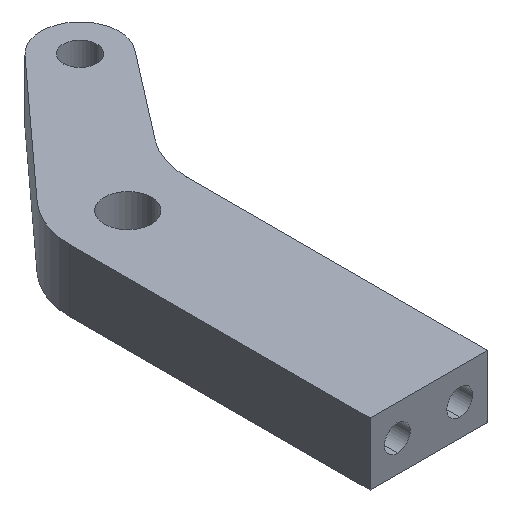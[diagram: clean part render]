
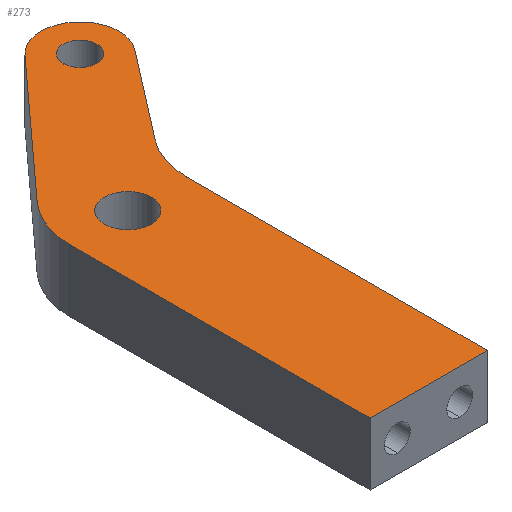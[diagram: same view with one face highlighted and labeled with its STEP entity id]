
A CAD part, isometric view. The second image highlights one B-rep face of the part: STEP entity #273.
In plain terms, the highlighted planar face has unit normal (0, 0, 1).
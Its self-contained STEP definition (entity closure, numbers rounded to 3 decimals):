
#3 = DIRECTION ( 'NONE',  ( -1., 0., 0. ) ) ;
#20 = AXIS2_PLACEMENT_3D ( 'NONE', #256, #301, #482 ) ;
#30 = DIRECTION ( 'NONE',  ( 1., 0., 0. ) ) ;
#40 = DIRECTION ( 'NONE',  ( -1., 0., 0. ) ) ;
#53 = CARTESIAN_POINT ( 'NONE',  ( 0., 0., 8. ) ) ;
#58 = EDGE_LOOP ( 'NONE', ( #438, #745 ) ) ;
#64 = EDGE_LOOP ( 'NONE', ( #200, #217 ) ) ;
#66 = DIRECTION ( 'NONE',  ( 0., 0., -1. ) ) ;
#67 = EDGE_CURVE ( 'NONE', #643, #736, #178, .T. ) ;
#97 = CARTESIAN_POINT ( 'NONE',  ( 25., 38.521, 8. ) ) ;
#108 = LINE ( 'NONE', #53, #308 ) ;
#116 = DIRECTION ( 'NONE',  ( 0., -1., 0. ) ) ;
#131 = DIRECTION ( 'NONE',  ( 0., 0., -1. ) ) ;
#135 = ORIENTED_EDGE ( 'NONE', *, *, #338, .T. ) ;
#141 = VECTOR ( 'NONE', #486, 1000. ) ;
#142 = VERTEX_POINT ( 'NONE', #655 ) ;
#151 = CARTESIAN_POINT ( 'NONE',  ( 15., 38.521, 8. ) ) ;
#174 = DIRECTION ( 'NONE',  ( -1., 0., 0. ) ) ;
#178 = CIRCLE ( 'NONE', #448, 3. ) ;
#179 = VERTEX_POINT ( 'NONE', #282 ) ;
#182 = CIRCLE ( 'NONE', #20, 2.15 ) ;
#183 = EDGE_CURVE ( 'NONE', #636, #179, #596, .T. ) ;
#189 = AXIS2_PLACEMENT_3D ( 'NONE', #380, #386, #315 ) ;
#197 = CIRCLE ( 'NONE', #525, 10. ) ;
#200 = ORIENTED_EDGE ( 'NONE', *, *, #362, .T. ) ;
#202 = DIRECTION ( 'NONE',  ( 0., 0., -1. ) ) ;
#216 = VECTOR ( 'NONE', #406, 1000. ) ;
#217 = ORIENTED_EDGE ( 'NONE', *, *, #497, .T. ) ;
#222 = EDGE_CURVE ( 'NONE', #244, #268, #108, .T. ) ;
#223 = DIRECTION ( 'NONE',  ( -0.61, -0.792, 0. ) ) ;
#227 = FACE_OUTER_BOUND ( 'NONE', #591, .T. ) ;
#234 = ORIENTED_EDGE ( 'NONE', *, *, #309, .F. ) ;
#244 = VERTEX_POINT ( 'NONE', #290 ) ;
#256 = CARTESIAN_POINT ( 'NONE',  ( 21.839, 59., 8. ) ) ;
#264 = DIRECTION ( 'NONE',  ( -1., 0., 0. ) ) ;
#265 = EDGE_CURVE ( 'NONE', #142, #179, #650, .T. ) ;
#268 = VERTEX_POINT ( 'NONE', #690 ) ;
#273 = ADVANCED_FACE ( 'NONE', ( #518, #324, #227 ), #343, .F. ) ;
#276 = CARTESIAN_POINT ( 'NONE',  ( 19.689, 59., 8. ) ) ;
#278 = VERTEX_POINT ( 'NONE', #547 ) ;
#282 = CARTESIAN_POINT ( 'NONE',  ( 18.138, 62.361, 8. ) ) ;
#284 = VECTOR ( 'NONE', #116, 1000. ) ;
#286 = ORIENTED_EDGE ( 'NONE', *, *, #631, .T. ) ;
#290 = CARTESIAN_POINT ( 'NONE',  ( 0., 0., 8. ) ) ;
#298 = AXIS2_PLACEMENT_3D ( 'NONE', #97, #202, #264 ) ;
#301 = DIRECTION ( 'NONE',  ( 0., 0., -1. ) ) ;
#306 = CARTESIAN_POINT ( 'NONE',  ( 0., 38.521, 8. ) ) ;
#308 = VECTOR ( 'NONE', #685, 1000. ) ;
#309 = EDGE_CURVE ( 'NONE', #396, #268, #632, .T. ) ;
#315 = DIRECTION ( 'NONE',  ( -1., 0., 0. ) ) ;
#316 = VERTEX_POINT ( 'NONE', #276 ) ;
#323 = CARTESIAN_POINT ( 'NONE',  ( 4.5, 38.521, 8. ) ) ;
#324 = FACE_BOUND ( 'NONE', #64, .T. ) ;
#334 = DIRECTION ( 'NONE',  ( 0., 0., 1. ) ) ;
#338 = EDGE_CURVE ( 'NONE', #395, #244, #463, .T. ) ;
#343 = PLANE ( 'NONE',  #735 ) ;
#362 = EDGE_CURVE ( 'NONE', #316, #720, #182, .T. ) ;
#364 = CARTESIAN_POINT ( 'NONE',  ( 10.5, 38.521, 8. ) ) ;
#380 = CARTESIAN_POINT ( 'NONE',  ( 7.5, 38.521, 8. ) ) ;
#386 = DIRECTION ( 'NONE',  ( 0., 0., -1. ) ) ;
#395 = VERTEX_POINT ( 'NONE', #306 ) ;
#396 = VERTEX_POINT ( 'NONE', #716 ) ;
#398 = DIRECTION ( 'NONE',  ( 1., 0., 0. ) ) ;
#404 = CARTESIAN_POINT ( 'NONE',  ( 2.596, 45.243, 8. ) ) ;
#406 = DIRECTION ( 'NONE',  ( 0.672, 0.74, 0. ) ) ;
#438 = ORIENTED_EDGE ( 'NONE', *, *, #67, .T. ) ;
#448 = AXIS2_PLACEMENT_3D ( 'NONE', #633, #459, #174 ) ;
#454 = CARTESIAN_POINT ( 'NONE',  ( 21.839, 59., 8. ) ) ;
#459 = DIRECTION ( 'NONE',  ( 0., 0., -1. ) ) ;
#463 = LINE ( 'NONE', #625, #284 ) ;
#475 = AXIS2_PLACEMENT_3D ( 'NONE', #454, #334, #398 ) ;
#482 = DIRECTION ( 'NONE',  ( -1., 0., 0. ) ) ;
#486 = DIRECTION ( 'NONE',  ( 0., -1., 0. ) ) ;
#487 = DIRECTION ( 'NONE',  ( 0., 0., 1. ) ) ;
#489 = CARTESIAN_POINT ( 'NONE',  ( 25.801, 55.949, 8. ) ) ;
#494 = ORIENTED_EDGE ( 'NONE', *, *, #671, .F. ) ;
#497 = EDGE_CURVE ( 'NONE', #720, #316, #742, .T. ) ;
#513 = ORIENTED_EDGE ( 'NONE', *, *, #183, .T. ) ;
#518 = FACE_BOUND ( 'NONE', #58, .T. ) ;
#525 = AXIS2_PLACEMENT_3D ( 'NONE', #648, #487, #30 ) ;
#541 = LINE ( 'NONE', #557, #740 ) ;
#547 = CARTESIAN_POINT ( 'NONE',  ( 17.077, 44.623, 8. ) ) ;
#557 = CARTESIAN_POINT ( 'NONE',  ( 25.801, 55.949, 8. ) ) ;
#591 = EDGE_LOOP ( 'NONE', ( #494, #513, #603, #663, #135, #681, #234, #286 ) ) ;
#596 = CIRCLE ( 'NONE', #475, 5. ) ;
#601 = CIRCLE ( 'NONE', #189, 3. ) ;
#603 = ORIENTED_EDGE ( 'NONE', *, *, #265, .F. ) ;
#615 = AXIS2_PLACEMENT_3D ( 'NONE', #706, #66, #3 ) ;
#625 = CARTESIAN_POINT ( 'NONE',  ( 0., 38.521, 8. ) ) ;
#631 = EDGE_CURVE ( 'NONE', #396, #278, #701, .T. ) ;
#632 = LINE ( 'NONE', #151, #141 ) ;
#633 = CARTESIAN_POINT ( 'NONE',  ( 7.5, 38.521, 8. ) ) ;
#635 = CARTESIAN_POINT ( 'NONE',  ( 25., 38.521, 8. ) ) ;
#636 = VERTEX_POINT ( 'NONE', #489 ) ;
#638 = CARTESIAN_POINT ( 'NONE',  ( 23.989, 59., 8. ) ) ;
#643 = VERTEX_POINT ( 'NONE', #323 ) ;
#647 = EDGE_CURVE ( 'NONE', #736, #643, #601, .T. ) ;
#648 = CARTESIAN_POINT ( 'NONE',  ( 10., 38.521, 8. ) ) ;
#650 = LINE ( 'NONE', #404, #216 ) ;
#655 = CARTESIAN_POINT ( 'NONE',  ( 2.596, 45.243, 8. ) ) ;
#663 = ORIENTED_EDGE ( 'NONE', *, *, #739, .T. ) ;
#671 = EDGE_CURVE ( 'NONE', #636, #278, #541, .T. ) ;
#681 = ORIENTED_EDGE ( 'NONE', *, *, #222, .T. ) ;
#685 = DIRECTION ( 'NONE',  ( 1., 0., 0. ) ) ;
#690 = CARTESIAN_POINT ( 'NONE',  ( 15., 0., 8. ) ) ;
#701 = CIRCLE ( 'NONE', #298, 10. ) ;
#706 = CARTESIAN_POINT ( 'NONE',  ( 21.839, 59., 8. ) ) ;
#716 = CARTESIAN_POINT ( 'NONE',  ( 15., 38.521, 8. ) ) ;
#720 = VERTEX_POINT ( 'NONE', #638 ) ;
#735 = AXIS2_PLACEMENT_3D ( 'NONE', #635, #131, #40 ) ;
#736 = VERTEX_POINT ( 'NONE', #364 ) ;
#739 = EDGE_CURVE ( 'NONE', #142, #395, #197, .T. ) ;
#740 = VECTOR ( 'NONE', #223, 1000. ) ;
#742 = CIRCLE ( 'NONE', #615, 2.15 ) ;
#745 = ORIENTED_EDGE ( 'NONE', *, *, #647, .T. ) ;
